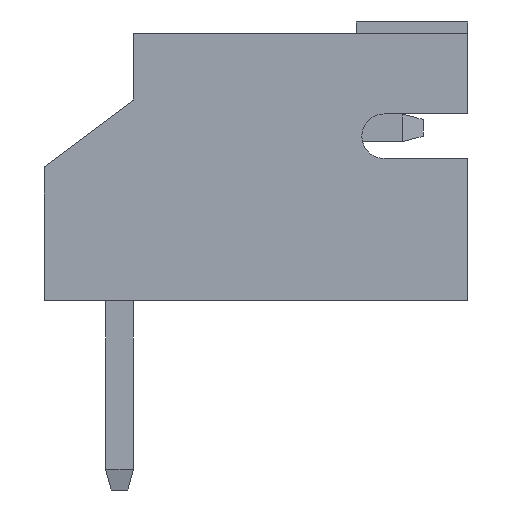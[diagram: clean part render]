
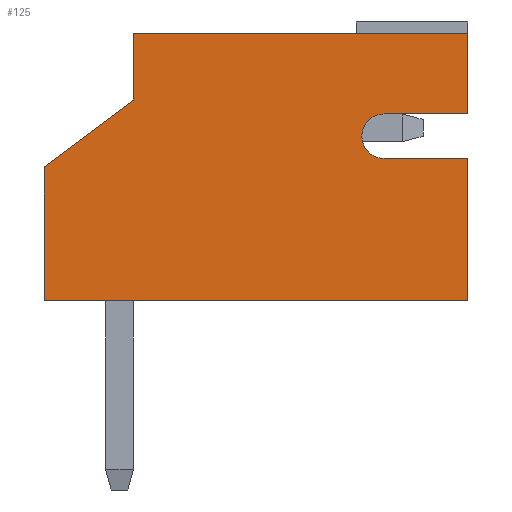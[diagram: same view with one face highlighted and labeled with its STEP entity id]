
A CAD part, left-side view. The second image highlights one B-rep face of the part: STEP entity #125.
In plain terms, the highlighted planar face has unit normal (-1, 0, 0).
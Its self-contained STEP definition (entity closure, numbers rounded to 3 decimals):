
#125=ADVANCED_FACE('',(#2818),#2820,.T.);
#2818=FACE_BOUND('',#2819,.T.);
#2819=EDGE_LOOP('',(#4998,#4999,#5000,#5001,#5002,#5003,#5004,#5005,#5006,#5007));
#2820=PLANE('',#2821);
#2821=AXIS2_PLACEMENT_3D('',#2822,#2823,#2824);
#2822=CARTESIAN_POINT('',(-1.95,0.,0.));
#2823=DIRECTION('',(-1.,0.,0.));
#2824=DIRECTION('',(0.,0.,1.));
#4998=ORIENTED_EDGE('',*,*,#6515,.T.);
#4999=ORIENTED_EDGE('',*,*,#6447,.T.);
#5000=ORIENTED_EDGE('',*,*,#6509,.T.);
#5001=ORIENTED_EDGE('',*,*,#6516,.T.);
#5002=ORIENTED_EDGE('',*,*,#6517,.T.);
#5003=ORIENTED_EDGE('',*,*,#6518,.T.);
#5004=ORIENTED_EDGE('',*,*,#6519,.T.);
#5005=ORIENTED_EDGE('',*,*,#6520,.T.);
#5006=ORIENTED_EDGE('',*,*,#6521,.T.);
#5007=ORIENTED_EDGE('',*,*,#6522,.T.);
#6447=EDGE_CURVE('',#7220,#7218,#7221,.T.);
#6509=EDGE_CURVE('',#7218,#7338,#7340,.T.);
#6515=EDGE_CURVE('',#7348,#7220,#7349,.F.);
#6516=EDGE_CURVE('',#7338,#7350,#7351,.T.);
#6517=EDGE_CURVE('',#7350,#7352,#7353,.T.);
#6518=EDGE_CURVE('',#7352,#7354,#7355,.T.);
#6519=EDGE_CURVE('',#7354,#7356,#7357,.T.);
#6520=EDGE_CURVE('',#7356,#7358,#7359,.T.);
#6521=EDGE_CURVE('',#7358,#7360,#7361,.F.);
#6522=EDGE_CURVE('',#7360,#7348,#7362,.F.);
#7218=VERTEX_POINT('',#8477);
#7220=VERTEX_POINT('',#8481);
#7221=LINE('',#8482,#8483);
#7338=VERTEX_POINT('',#8721);
#7340=LINE('',#8725,#8726);
#7348=VERTEX_POINT('',#8745);
#7349=LINE('',#8746,#8747);
#7350=VERTEX_POINT('',#8749);
#7351=LINE('',#8750,#8751);
#7352=VERTEX_POINT('',#8753);
#7353=LINE('',#8754,#8755);
#7354=VERTEX_POINT('',#8757);
#7355=LINE('',#8758,#8759);
#7356=VERTEX_POINT('',#8761);
#7357=LINE('',#8762,#8763);
#7358=VERTEX_POINT('',#8765);
#7359=LINE('',#8766,#8767);
#7360=VERTEX_POINT('',#8769);
#7361=LINE('',#8770,#8771);
#7362=CIRCLE('',#8773,0.4);
#8477=CARTESIAN_POINT('',(-1.95,-6.25,4.8));
#8481=CARTESIAN_POINT('',(-1.95,-6.25,3.35));
#8482=CARTESIAN_POINT('',(-1.95,-6.25,3.35));
#8483=VECTOR('',#8484,1.);
#8484=DIRECTION('',(0.,0.,1.));
#8721=CARTESIAN_POINT('',(-1.95,-0.25,4.8));
#8725=CARTESIAN_POINT('',(-1.95,-6.25,4.8));
#8726=VECTOR('',#8727,1.);
#8727=DIRECTION('',(0.,1.,0.));
#8745=CARTESIAN_POINT('',(-1.95,-4.75,3.35));
#8746=CARTESIAN_POINT('',(-1.95,-6.25,3.35));
#8747=VECTOR('',#8748,1.);
#8748=DIRECTION('',(0.,1.,0.));
#8749=CARTESIAN_POINT('',(-1.95,-0.25,3.6));
#8750=CARTESIAN_POINT('',(-1.95,-0.25,4.8));
#8751=VECTOR('',#8752,1.);
#8752=DIRECTION('',(0.,0.,-1.));
#8753=CARTESIAN_POINT('',(-1.95,1.35,2.4));
#8754=CARTESIAN_POINT('',(-1.95,-0.25,3.6));
#8755=VECTOR('',#8756,1.);
#8756=DIRECTION('',(0.,0.8,-0.6));
#8757=CARTESIAN_POINT('',(-1.95,1.35,0.));
#8758=CARTESIAN_POINT('',(-1.95,1.35,2.4));
#8759=VECTOR('',#8760,1.);
#8760=DIRECTION('',(0.,0.,-1.));
#8761=CARTESIAN_POINT('',(-1.95,-6.25,0.));
#8762=CARTESIAN_POINT('',(-1.95,1.35,0.));
#8763=VECTOR('',#8764,1.);
#8764=DIRECTION('',(0.,-1.,0.));
#8765=CARTESIAN_POINT('',(-1.95,-6.25,2.55));
#8766=CARTESIAN_POINT('',(-1.95,-6.25,0.));
#8767=VECTOR('',#8768,1.);
#8768=DIRECTION('',(0.,0.,1.));
#8769=CARTESIAN_POINT('',(-1.95,-4.75,2.55));
#8770=CARTESIAN_POINT('',(-1.95,-4.75,2.55));
#8771=VECTOR('',#8772,1.);
#8772=DIRECTION('',(0.,-1.,0.));
#8773=AXIS2_PLACEMENT_3D('',#8774,#8775,#8776);
#8774=CARTESIAN_POINT('',(-1.95,-4.75,2.95));
#8775=DIRECTION('',(-1.,0.,0.));
#8776=DIRECTION('',(0.,0.,1.));
